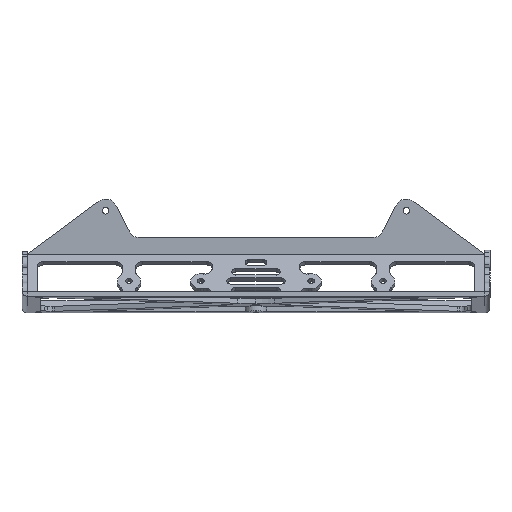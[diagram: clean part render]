
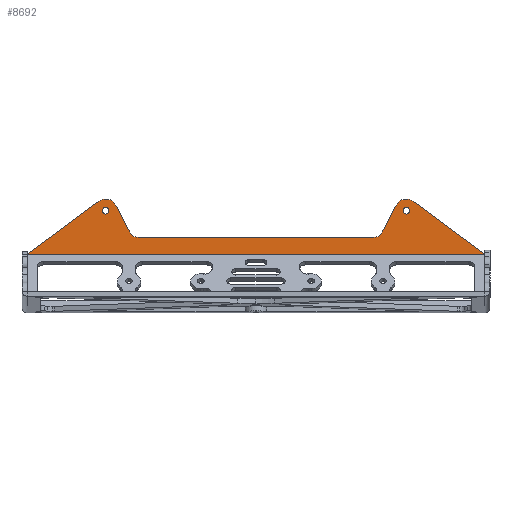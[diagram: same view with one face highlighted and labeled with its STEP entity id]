
A CAD part, front view. The second image highlights one B-rep face of the part: STEP entity #8692.
In plain terms, the highlighted planar face has unit normal (0, -1, 0).
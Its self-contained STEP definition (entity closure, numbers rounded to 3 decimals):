
#642 = VERTEX_POINT ( 'NONE', #3958 ) ;
#644 = VERTEX_POINT ( 'NONE', #3961 ) ;
#646 = VERTEX_POINT ( 'NONE', #3948 ) ;
#647 = VERTEX_POINT ( 'NONE', #3953 ) ;
#649 = VERTEX_POINT ( 'NONE', #3950 ) ;
#650 = VERTEX_POINT ( 'NONE', #3947 ) ;
#653 = VERTEX_POINT ( 'NONE', #4296 ) ;
#658 = VERTEX_POINT ( 'NONE', #4291 ) ;
#661 = VERTEX_POINT ( 'NONE', #4288 ) ;
#665 = VERTEX_POINT ( 'NONE', #4284 ) ;
#789 = ORIENTED_EDGE ( 'NONE', *, *, #7154, .T. ) ;
#1382 = LINE ( 'NONE', #10785, #1402 ) ;
#1394 = CIRCLE ( 'NONE', #3730, 1. ) ;
#1396 = CIRCLE ( 'NONE', #3731, 1. ) ;
#1397 = CIRCLE ( 'NONE', #3732, 3.5 ) ;
#1398 = LINE ( 'NONE', #10779, #1400 ) ;
#1399 = LINE ( 'NONE', #10784, #1404 ) ;
#1400 = VECTOR ( 'NONE', #10780, 1000. ) ;
#1402 = VECTOR ( 'NONE', #10790, 1000. ) ;
#1403 = CIRCLE ( 'NONE', #3733, 3.5 ) ;
#1404 = VECTOR ( 'NONE', #10792, 1000. ) ;
#1405 = LINE ( 'NONE', #10791, #1407 ) ;
#1406 = CIRCLE ( 'NONE', #3734, 3. ) ;
#1407 = VECTOR ( 'NONE', #10789, 1000. ) ;
#1408 = LINE ( 'NONE', #10793, #1410 ) ;
#1409 = CIRCLE ( 'NONE', #3735, 3. ) ;
#1410 = VECTOR ( 'NONE', #10794, 1000. ) ;
#1411 = LINE ( 'NONE', #10798, #1413 ) ;
#1413 = VECTOR ( 'NONE', #10799, 1000. ) ;
#2086 = EDGE_CURVE ( 'NONE', #11811, #11107, #5113, .T. ) ;
#2090 = EDGE_CURVE ( 'NONE', #11819, #11804, #5119, .T. ) ;
#3730 = AXIS2_PLACEMENT_3D ( 'NONE', #10776, #10777, #10778 ) ;
#3731 = AXIS2_PLACEMENT_3D ( 'NONE', #10781, #10782, #10783 ) ;
#3732 = AXIS2_PLACEMENT_3D ( 'NONE', #10786, #10787, #10788 ) ;
#3733 = AXIS2_PLACEMENT_3D ( 'NONE', #10795, #10796, #10797 ) ;
#3734 = AXIS2_PLACEMENT_3D ( 'NONE', #10800, #10801, #10802 ) ;
#3735 = AXIS2_PLACEMENT_3D ( 'NONE', #10803, #10804, #10805 ) ;
#3947 = CARTESIAN_POINT ( 'NONE',  ( 137., 83.5, 16.104 ) ) ;
#3948 = CARTESIAN_POINT ( 'NONE',  ( 110.381, 83.5, 30.692 ) ) ;
#3950 = CARTESIAN_POINT ( 'NONE',  ( 0., 83.5, 16.104 ) ) ;
#3953 = CARTESIAN_POINT ( 'NONE',  ( 33.339, 83.5, 21.104 ) ) ;
#3958 = CARTESIAN_POINT ( 'NONE',  ( 30.666, 83.5, 22.743 ) ) ;
#3961 = CARTESIAN_POINT ( 'NONE',  ( 103.661, 83.5, 21.104 ) ) ;
#4284 = CARTESIAN_POINT ( 'NONE',  ( 21.421, 83.5, 31.92 ) ) ;
#4288 = CARTESIAN_POINT ( 'NONE',  ( 115.579, 83.5, 31.92 ) ) ;
#4291 = CARTESIAN_POINT ( 'NONE',  ( 106.334, 83.5, 22.743 ) ) ;
#4296 = CARTESIAN_POINT ( 'NONE',  ( 26.619, 83.5, 30.692 ) ) ;
#5113 = CIRCLE ( 'NONE', #5691, 1. ) ;
#5119 = CIRCLE ( 'NONE', #5696, 1. ) ;
#5691 = AXIS2_PLACEMENT_3D ( 'NONE', #11966, #11965, #11964 ) ;
#5696 = AXIS2_PLACEMENT_3D ( 'NONE', #11954, #11953, #11951 ) ;
#7143 = EDGE_CURVE ( 'NONE', #11804, #11819, #1394, .T. ) ;
#7144 = EDGE_CURVE ( 'NONE', #11107, #11811, #1396, .T. ) ;
#7145 = EDGE_CURVE ( 'NONE', #665, #653, #1397, .T. ) ;
#7146 = EDGE_CURVE ( 'NONE', #665, #649, #1398, .T. ) ;
#7147 = EDGE_CURVE ( 'NONE', #650, #649, #1382, .T. ) ;
#7148 = EDGE_CURVE ( 'NONE', #661, #650, #1399, .T. ) ;
#7149 = EDGE_CURVE ( 'NONE', #661, #646, #1403, .T. ) ;
#7150 = EDGE_CURVE ( 'NONE', #658, #646, #1405, .T. ) ;
#7151 = EDGE_CURVE ( 'NONE', #658, #644, #1406, .T. ) ;
#7152 = EDGE_CURVE ( 'NONE', #647, #644, #1408, .T. ) ;
#7153 = EDGE_CURVE ( 'NONE', #647, #642, #1409, .T. ) ;
#7154 = EDGE_CURVE ( 'NONE', #642, #653, #1411, .T. ) ;
#8692 = ADVANCED_FACE ( 'NONE', ( #9199, #9203, #9200 ), #10547, .T. ) ;
#9199 = FACE_BOUND ( 'NONE', #9987, .T. ) ;
#9200 = FACE_OUTER_BOUND ( 'NONE', #9931, .T. ) ;
#9203 = FACE_BOUND ( 'NONE', #9932, .T. ) ;
#9931 = EDGE_LOOP ( 'NONE', ( #10036, #10037, #10038, #10039, #10040, #10041, #10042, #10043, #10044, #789 ) ) ;
#9932 = EDGE_LOOP ( 'NONE', ( #10034, #10035 ) ) ;
#9987 = EDGE_LOOP ( 'NONE', ( #10032, #10033 ) ) ;
#10032 = ORIENTED_EDGE ( 'NONE', *, *, #2090, .T. ) ;
#10033 = ORIENTED_EDGE ( 'NONE', *, *, #7143, .T. ) ;
#10034 = ORIENTED_EDGE ( 'NONE', *, *, #7144, .F. ) ;
#10035 = ORIENTED_EDGE ( 'NONE', *, *, #2086, .F. ) ;
#10036 = ORIENTED_EDGE ( 'NONE', *, *, #7145, .F. ) ;
#10037 = ORIENTED_EDGE ( 'NONE', *, *, #7146, .T. ) ;
#10038 = ORIENTED_EDGE ( 'NONE', *, *, #7147, .F. ) ;
#10039 = ORIENTED_EDGE ( 'NONE', *, *, #7148, .F. ) ;
#10040 = ORIENTED_EDGE ( 'NONE', *, *, #7149, .T. ) ;
#10041 = ORIENTED_EDGE ( 'NONE', *, *, #7150, .F. ) ;
#10042 = ORIENTED_EDGE ( 'NONE', *, *, #7151, .T. ) ;
#10043 = ORIENTED_EDGE ( 'NONE', *, *, #7152, .F. ) ;
#10044 = ORIENTED_EDGE ( 'NONE', *, *, #7153, .T. ) ;
#10202 = AXIS2_PLACEMENT_3D ( 'NONE', #10546, #10542, #10548 ) ;
#10542 = DIRECTION ( 'NONE',  ( 0., -1., 0. ) ) ;
#10546 = CARTESIAN_POINT ( 'NONE',  ( 137., 83.5, 16.104 ) ) ;
#10547 = PLANE ( 'NONE',  #10202 ) ;
#10548 = DIRECTION ( 'NONE',  ( 0., 0., -1. ) ) ;
#10579 = CARTESIAN_POINT ( 'NONE',  ( 113.5, 83.5, 28.104 ) ) ;
#10629 = CARTESIAN_POINT ( 'NONE',  ( 23.5, 83.5, 30.104 ) ) ;
#10640 = CARTESIAN_POINT ( 'NONE',  ( 113.5, 83.5, 30.104 ) ) ;
#10648 = CARTESIAN_POINT ( 'NONE',  ( 23.5, 83.5, 28.104 ) ) ;
#10776 = CARTESIAN_POINT ( 'NONE',  ( 23.5, 83.5, 29.104 ) ) ;
#10777 = DIRECTION ( 'NONE',  ( 0., 1., 0. ) ) ;
#10778 = DIRECTION ( 'NONE',  ( 0., 0., -1. ) ) ;
#10779 = CARTESIAN_POINT ( 'NONE',  ( 88.666, 83.5, 81.568 ) ) ;
#10780 = DIRECTION ( 'NONE',  ( -0.804, 0., -0.594 ) ) ;
#10781 = CARTESIAN_POINT ( 'NONE',  ( 113.5, 83.5, 29.104 ) ) ;
#10782 = DIRECTION ( 'NONE',  ( 0., -1., 0. ) ) ;
#10783 = DIRECTION ( 'NONE',  ( 0., 0., -1. ) ) ;
#10784 = CARTESIAN_POINT ( 'NONE',  ( 137., 83.5, 16.104 ) ) ;
#10785 = CARTESIAN_POINT ( 'NONE',  ( 137., 83.5, 16.104 ) ) ;
#10786 = CARTESIAN_POINT ( 'NONE',  ( 23.5, 83.5, 29.104 ) ) ;
#10787 = DIRECTION ( 'NONE',  ( 0., 1., 0. ) ) ;
#10788 = DIRECTION ( 'NONE',  ( 0., 0., -1. ) ) ;
#10789 = DIRECTION ( 'NONE',  ( 0.454, 0., 0.891 ) ) ;
#10790 = DIRECTION ( 'NONE',  ( -1., 0., 0. ) ) ;
#10791 = CARTESIAN_POINT ( 'NONE',  ( 109.962, 83.5, 29.868 ) ) ;
#10792 = DIRECTION ( 'NONE',  ( 0.804, 0., -0.594 ) ) ;
#10793 = CARTESIAN_POINT ( 'NONE',  ( 137., 83.5, 21.104 ) ) ;
#10794 = DIRECTION ( 'NONE',  ( 1., 0., 0. ) ) ;
#10795 = CARTESIAN_POINT ( 'NONE',  ( 113.5, 83.5, 29.104 ) ) ;
#10796 = DIRECTION ( 'NONE',  ( 0., -1., 0. ) ) ;
#10797 = DIRECTION ( 'NONE',  ( 0., 0., -1. ) ) ;
#10798 = CARTESIAN_POINT ( 'NONE',  ( 55.235, 83.5, -25.52 ) ) ;
#10799 = DIRECTION ( 'NONE',  ( -0.454, 0., 0.891 ) ) ;
#10800 = CARTESIAN_POINT ( 'NONE',  ( 103.661, 83.5, 24.104 ) ) ;
#10801 = DIRECTION ( 'NONE',  ( 0., 1., 0. ) ) ;
#10802 = DIRECTION ( 'NONE',  ( 0., 0., -1. ) ) ;
#10803 = CARTESIAN_POINT ( 'NONE',  ( 33.339, 83.5, 24.104 ) ) ;
#10804 = DIRECTION ( 'NONE',  ( 0., 1., 0. ) ) ;
#10805 = DIRECTION ( 'NONE',  ( 0., 0., -1. ) ) ;
#11107 = VERTEX_POINT ( 'NONE', #10579 ) ;
#11804 = VERTEX_POINT ( 'NONE', #10629 ) ;
#11811 = VERTEX_POINT ( 'NONE', #10640 ) ;
#11819 = VERTEX_POINT ( 'NONE', #10648 ) ;
#11951 = DIRECTION ( 'NONE',  ( 0., 0., -1. ) ) ;
#11953 = DIRECTION ( 'NONE',  ( 0., 1., 0. ) ) ;
#11954 = CARTESIAN_POINT ( 'NONE',  ( 23.5, 83.5, 29.104 ) ) ;
#11964 = DIRECTION ( 'NONE',  ( 0., 0., -1. ) ) ;
#11965 = DIRECTION ( 'NONE',  ( 0., -1., 0. ) ) ;
#11966 = CARTESIAN_POINT ( 'NONE',  ( 113.5, 83.5, 29.104 ) ) ;
